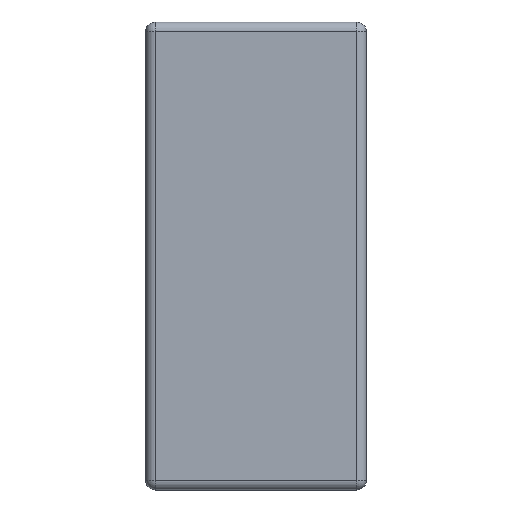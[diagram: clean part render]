
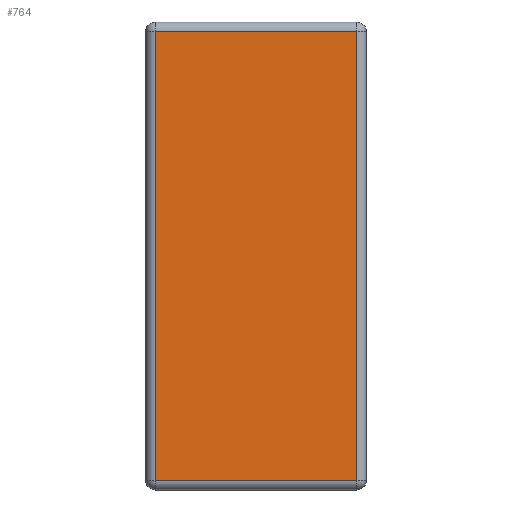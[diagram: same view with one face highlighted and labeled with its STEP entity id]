
A CAD part, left-side view. The second image highlights one B-rep face of the part: STEP entity #764.
In plain terms, the highlighted planar face has unit normal (-1, 0, 0).
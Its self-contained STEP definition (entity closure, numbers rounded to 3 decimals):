
#69 = ORIENTED_EDGE ( 'NONE', *, *, #3896, .T. ) ;
#146 = DIRECTION ( 'NONE',  ( 0., -1., 0. ) ) ;
#282 = ORIENTED_EDGE ( 'NONE', *, *, #1735, .T. ) ;
#379 = DIRECTION ( 'NONE',  ( 0., 0., 1. ) ) ;
#431 = CARTESIAN_POINT ( 'NONE',  ( 0., 0.073, 0. ) ) ;
#508 = DIRECTION ( 'NONE',  ( -1., 0., 0. ) ) ;
#764 = ADVANCED_FACE ( 'NONE', ( #1226 ), #3505, .T. ) ;
#862 = CARTESIAN_POINT ( 'NONE',  ( 0., 0., 0. ) ) ;
#863 = LINE ( 'NONE', #3798, #3491 ) ;
#1059 = ORIENTED_EDGE ( 'NONE', *, *, #3744, .T. ) ;
#1154 = VECTOR ( 'NONE', #1275, 1000. ) ;
#1226 = FACE_OUTER_BOUND ( 'NONE', #4457, .T. ) ;
#1275 = DIRECTION ( 'NONE',  ( 0., 0., -1. ) ) ;
#1379 = CARTESIAN_POINT ( 'NONE',  ( 0., 1.577, -3.427 ) ) ;
#1626 = CARTESIAN_POINT ( 'NONE',  ( 0., 1.577, -0.073 ) ) ;
#1735 = EDGE_CURVE ( 'NONE', #3397, #4092, #863, .T. ) ;
#2146 = CARTESIAN_POINT ( 'NONE',  ( 0., 0.073, -0.073 ) ) ;
#2276 = LINE ( 'NONE', #431, #3794 ) ;
#2354 = LINE ( 'NONE', #3823, #1154 ) ;
#2377 = DIRECTION ( 'NONE',  ( 0., 0., 1. ) ) ;
#2485 = DIRECTION ( 'NONE',  ( 0., 1., 0. ) ) ;
#2837 = CARTESIAN_POINT ( 'NONE',  ( 0., 0.073, -3.427 ) ) ;
#2849 = VECTOR ( 'NONE', #2485, 1000. ) ;
#3279 = ORIENTED_EDGE ( 'NONE', *, *, #4353, .T. ) ;
#3397 = VERTEX_POINT ( 'NONE', #1379 ) ;
#3491 = VECTOR ( 'NONE', #146, 1000. ) ;
#3505 = PLANE ( 'NONE',  #3898 ) ;
#3744 = EDGE_CURVE ( 'NONE', #4052, #3397, #2354, .T. ) ;
#3794 = VECTOR ( 'NONE', #379, 1000. ) ;
#3798 = CARTESIAN_POINT ( 'NONE',  ( 0., 0., -3.427 ) ) ;
#3823 = CARTESIAN_POINT ( 'NONE',  ( 0., 1.577, -3.5 ) ) ;
#3896 = EDGE_CURVE ( 'NONE', #4092, #4209, #2276, .T. ) ;
#3898 = AXIS2_PLACEMENT_3D ( 'NONE', #862, #508, #2377 ) ;
#4052 = VERTEX_POINT ( 'NONE', #1626 ) ;
#4092 = VERTEX_POINT ( 'NONE', #2837 ) ;
#4209 = VERTEX_POINT ( 'NONE', #2146 ) ;
#4303 = CARTESIAN_POINT ( 'NONE',  ( 0., 1.65, -0.073 ) ) ;
#4353 = EDGE_CURVE ( 'NONE', #4209, #4052, #4645, .T. ) ;
#4457 = EDGE_LOOP ( 'NONE', ( #282, #69, #3279, #1059 ) ) ;
#4645 = LINE ( 'NONE', #4303, #2849 ) ;
